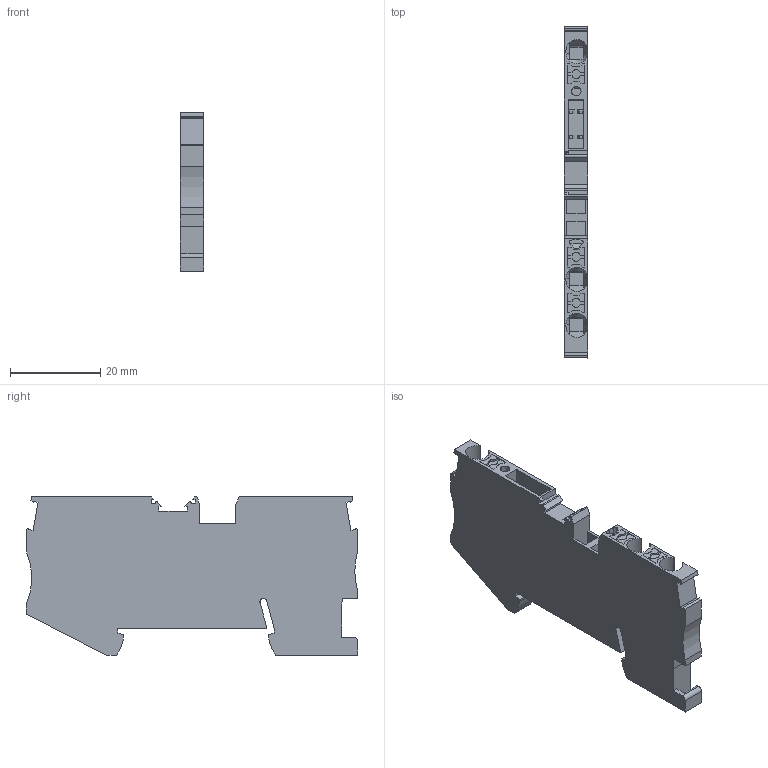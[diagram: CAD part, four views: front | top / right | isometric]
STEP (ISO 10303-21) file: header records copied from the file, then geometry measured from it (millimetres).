
FILE_DESCRIPTION(('Creo Elements/Direct Modeling STEP Export'),'2;1');
FILE_NAME('model.stp','2019-04-03T 2:05:41',(''),(''),'Creo Elements/Direct Modeling STEP processor for AP214 (Solid Model)','Creo Elements/Direct Modeling 20.1A 29-Sep-2018 (C) Parametric Technology GmbH','');
FILE_SCHEMA(('AUTOMOTIVE_DESIGN { 1 0 10303 214 1 1 1 1 }'));
Length unit declared in the file: millimetre
Products named in the file (2): PT_2.5_TWIN_TG-select
Assembly tree (1 placements, depth 2):
  PT_2.5_TWIN_TG-select
    PT_2.5_TWIN_TG-select
Bounding box: 5.15 x 73.7 x 35.25 mm (x, y, z)
Volume: 9656.8 mm3; surface area: 7113.3 mm2
Topology: 1 solids, 1 shells, 256 faces, 726 edges, 482 vertices
Faces by surface type: plane 212, cylinder 32, torus 6, cone 3, extrusion 3
Entity records: 11972 total; most frequent: CARTESIAN_POINT 3210, ORIENTED_EDGE 1452, DIRECTION 1265, EDGE_CURVE 726, VECTOR 609, LINE 606, VERTEX_POINT 482, AXIS2_PLACEMENT_3D 328
